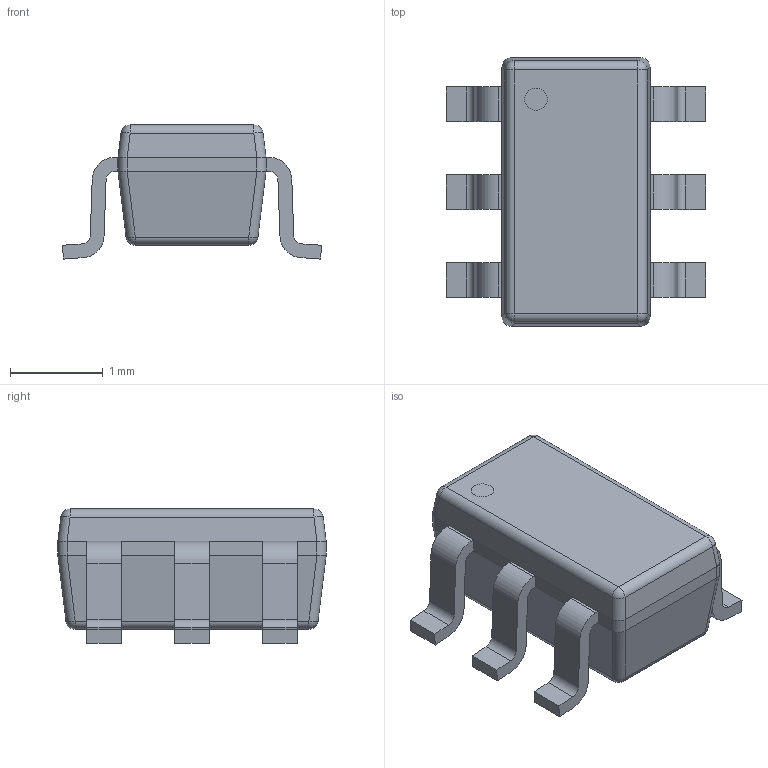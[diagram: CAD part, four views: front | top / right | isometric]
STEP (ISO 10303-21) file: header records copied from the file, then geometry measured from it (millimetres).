
FILE_DESCRIPTION(('FreeCAD Model'),'2;1');
FILE_NAME('Open CASCADE Shape Model','2025-07-04T12:44:07',( 'kicad StepUp'),('ksu MCAD'),'Open CASCADE STEP processor 7.8', 'FreeCAD','Unknown');
FILE_SCHEMA(('CONFIG_CONTROL_DESIGN','SHAPE_APPEARANCE_LAYER_MIM'));
Length unit declared in the file: millimetre
Products named in the file (1): TPS560430X3FDBVR
Bounding box: 2.8 x 2.9 x 1.45 mm (x, y, z)
Volume: 6 mm3; surface area: 28.2 mm2
Topology: 8 solids, 8 shells, 133 faces, 332 edges, 208 vertices
Faces by surface type: plane 77, cylinder 48, sphere 8
Entity records: 5117 total; most frequent: CARTESIAN_POINT 738, DIRECTION 648, ORIENTED_EDGE 648, EDGE_CURVE 324, LINE 220, VECTOR 220, AXIS2_PLACEMENT_3D 214, VERTEX_POINT 208
